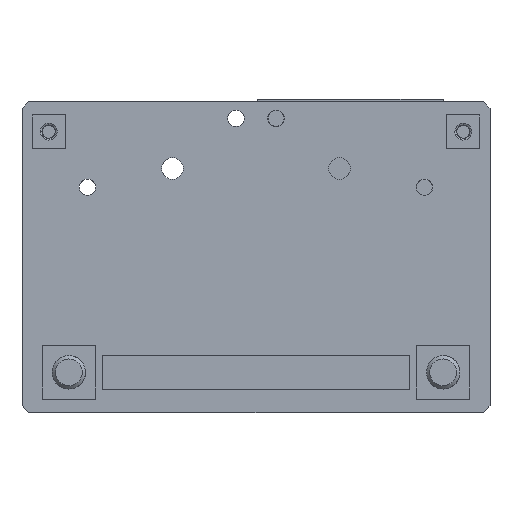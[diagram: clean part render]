
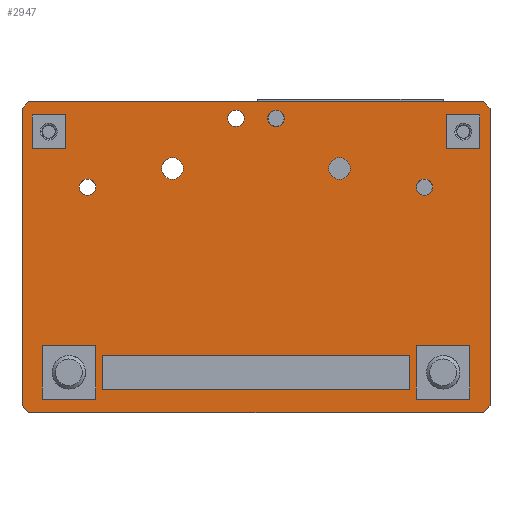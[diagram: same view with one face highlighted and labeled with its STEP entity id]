
A CAD part, top view. The second image highlights one B-rep face of the part: STEP entity #2947.
In plain terms, the highlighted planar face has unit normal (0, 0, 1).
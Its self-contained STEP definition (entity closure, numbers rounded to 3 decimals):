
#164=LINE('',#4453,#356);
#168=LINE('',#4462,#360);
#176=LINE('',#4500,#368);
#179=LINE('',#4506,#371);
#182=LINE('',#4511,#374);
#186=LINE('',#4520,#378);
#190=LINE('',#4527,#382);
#194=LINE('',#4534,#386);
#195=LINE('',#4536,#387);
#196=LINE('',#4552,#388);
#197=LINE('',#4554,#389);
#198=LINE('',#4555,#390);
#356=VECTOR('',#3618,1.414);
#360=VECTOR('',#3624,1.414);
#368=VECTOR('',#3662,44.5);
#371=VECTOR('',#3667,1.414);
#374=VECTOR('',#3672,68.);
#378=VECTOR('',#3678,1.414);
#382=VECTOR('',#3684,68.);
#386=VECTOR('',#3690,46.);
#387=VECTOR('',#3693,44.5);
#388=VECTOR('',#3708,5.2);
#389=VECTOR('',#3709,5.2);
#390=VECTOR('',#3710,46.);
#541=PLANE('',#3185);
#648=FACE_BOUND('',#1013,.T.);
#649=FACE_BOUND('',#1014,.T.);
#650=FACE_BOUND('',#1015,.T.);
#651=FACE_BOUND('',#1016,.T.);
#652=FACE_BOUND('',#1017,.T.);
#653=FACE_BOUND('',#1018,.T.);
#654=FACE_BOUND('',#1019,.T.);
#655=FACE_BOUND('',#1020,.T.);
#656=FACE_BOUND('',#1021,.T.);
#657=FACE_BOUND('',#1022,.T.);
#658=FACE_BOUND('',#1023,.T.);
#791=FACE_OUTER_BOUND('',#1012,.T.);
#1012=EDGE_LOOP('',(#2195,#2196,#2197,#2198,#2199,#2200,#2201,#2202));
#1013=EDGE_LOOP('',(#2203));
#1014=EDGE_LOOP('',(#2204));
#1015=EDGE_LOOP('',(#2205));
#1016=EDGE_LOOP('',(#2206));
#1017=EDGE_LOOP('',(#2207));
#1018=EDGE_LOOP('',(#2208));
#1019=EDGE_LOOP('',(#2209));
#1020=EDGE_LOOP('',(#2210,#2211,#2212,#2213));
#1021=EDGE_LOOP('',(#2214));
#1022=EDGE_LOOP('',(#2215));
#1023=EDGE_LOOP('',(#2216));
#1253=CIRCLE('',#3148,1.45);
#1258=CIRCLE('',#3156,1.45);
#1263=CIRCLE('',#3166,2.75);
#1271=CIRCLE('',#3186,1.23);
#1272=CIRCLE('',#3187,1.23);
#1273=CIRCLE('',#3188,1.23);
#1274=CIRCLE('',#3189,1.23);
#1275=CIRCLE('',#3190,1.621);
#1276=CIRCLE('',#3191,1.621);
#1277=CIRCLE('',#3192,2.75);
#1420=VERTEX_POINT('',#4425);
#1425=VERTEX_POINT('',#4438);
#1430=VERTEX_POINT('',#4451);
#1431=VERTEX_POINT('',#4452);
#1434=VERTEX_POINT('',#4460);
#1435=VERTEX_POINT('',#4461);
#1438=VERTEX_POINT('',#4469);
#1450=VERTEX_POINT('',#4499);
#1452=VERTEX_POINT('',#4505);
#1456=VERTEX_POINT('',#4518);
#1457=VERTEX_POINT('',#4519);
#1460=VERTEX_POINT('',#4530);
#1461=VERTEX_POINT('',#4532);
#1462=VERTEX_POINT('',#4537);
#1463=VERTEX_POINT('',#4539);
#1464=VERTEX_POINT('',#4541);
#1465=VERTEX_POINT('',#4543);
#1466=VERTEX_POINT('',#4545);
#1467=VERTEX_POINT('',#4547);
#1468=VERTEX_POINT('',#4549);
#1469=VERTEX_POINT('',#4551);
#1470=VERTEX_POINT('',#4553);
#1709=EDGE_CURVE('',#1420,#1420,#1253,.T.);
#1714=EDGE_CURVE('',#1425,#1425,#1258,.T.);
#1719=EDGE_CURVE('',#1430,#1431,#164,.T.);
#1723=EDGE_CURVE('',#1434,#1435,#168,.T.);
#1727=EDGE_CURVE('',#1438,#1438,#1263,.T.);
#1739=EDGE_CURVE('',#1450,#1430,#176,.T.);
#1742=EDGE_CURVE('',#1452,#1450,#179,.T.);
#1745=EDGE_CURVE('',#1435,#1452,#182,.T.);
#1749=EDGE_CURVE('',#1456,#1457,#186,.T.);
#1753=EDGE_CURVE('',#1431,#1456,#190,.T.);
#1757=EDGE_CURVE('',#1461,#1460,#194,.T.);
#1758=EDGE_CURVE('',#1457,#1434,#195,.T.);
#1759=EDGE_CURVE('',#1462,#1462,#1271,.T.);
#1760=EDGE_CURVE('',#1463,#1463,#1272,.T.);
#1761=EDGE_CURVE('',#1464,#1464,#1273,.T.);
#1762=EDGE_CURVE('',#1465,#1465,#1274,.T.);
#1763=EDGE_CURVE('',#1466,#1466,#1275,.T.);
#1764=EDGE_CURVE('',#1467,#1467,#1276,.T.);
#1765=EDGE_CURVE('',#1468,#1468,#1277,.T.);
#1766=EDGE_CURVE('',#1460,#1469,#196,.T.);
#1767=EDGE_CURVE('',#1461,#1470,#197,.T.);
#1768=EDGE_CURVE('',#1470,#1469,#198,.T.);
#2195=ORIENTED_EDGE('',*,*,#1758,.F.);
#2196=ORIENTED_EDGE('',*,*,#1749,.F.);
#2197=ORIENTED_EDGE('',*,*,#1753,.F.);
#2198=ORIENTED_EDGE('',*,*,#1719,.F.);
#2199=ORIENTED_EDGE('',*,*,#1739,.F.);
#2200=ORIENTED_EDGE('',*,*,#1742,.F.);
#2201=ORIENTED_EDGE('',*,*,#1745,.F.);
#2202=ORIENTED_EDGE('',*,*,#1723,.F.);
#2203=ORIENTED_EDGE('',*,*,#1759,.T.);
#2204=ORIENTED_EDGE('',*,*,#1760,.T.);
#2205=ORIENTED_EDGE('',*,*,#1761,.T.);
#2206=ORIENTED_EDGE('',*,*,#1762,.T.);
#2207=ORIENTED_EDGE('',*,*,#1763,.T.);
#2208=ORIENTED_EDGE('',*,*,#1764,.T.);
#2209=ORIENTED_EDGE('',*,*,#1765,.F.);
#2210=ORIENTED_EDGE('',*,*,#1766,.F.);
#2211=ORIENTED_EDGE('',*,*,#1757,.F.);
#2212=ORIENTED_EDGE('',*,*,#1767,.T.);
#2213=ORIENTED_EDGE('',*,*,#1768,.T.);
#2214=ORIENTED_EDGE('',*,*,#1709,.F.);
#2215=ORIENTED_EDGE('',*,*,#1714,.F.);
#2216=ORIENTED_EDGE('',*,*,#1727,.F.);
#2947=ADVANCED_FACE('',(#791,#648,#649,#650,#651,#652,#653,#654,#655,#656,
#657,#658),#541,.F.);
#3148=AXIS2_PLACEMENT_3D('',#4426,#3586,#3587);
#3156=AXIS2_PLACEMENT_3D('',#4439,#3602,#3603);
#3166=AXIS2_PLACEMENT_3D('',#4470,#3630,#3631);
#3185=AXIS2_PLACEMENT_3D('',#4535,#3691,#3692);
#3186=AXIS2_PLACEMENT_3D('',#4538,#3694,#3695);
#3187=AXIS2_PLACEMENT_3D('',#4540,#3696,#3697);
#3188=AXIS2_PLACEMENT_3D('',#4542,#3698,#3699);
#3189=AXIS2_PLACEMENT_3D('',#4544,#3700,#3701);
#3190=AXIS2_PLACEMENT_3D('',#4546,#3702,#3703);
#3191=AXIS2_PLACEMENT_3D('',#4548,#3704,#3705);
#3192=AXIS2_PLACEMENT_3D('',#4550,#3706,#3707);
#3586=DIRECTION('center_axis',(0.,0.,1.));
#3587=DIRECTION('ref_axis',(-1.,0.,0.));
#3602=DIRECTION('center_axis',(0.,0.,1.));
#3603=DIRECTION('ref_axis',(-1.,0.,0.));
#3618=DIRECTION('',(-0.707,-0.707,0.));
#3624=DIRECTION('',(0.707,0.707,0.));
#3630=DIRECTION('center_axis',(0.,0.,1.));
#3631=DIRECTION('ref_axis',(-1.,0.,0.));
#3662=DIRECTION('',(0.,-1.,0.));
#3667=DIRECTION('',(0.707,-0.707,0.));
#3672=DIRECTION('',(1.,0.,0.));
#3678=DIRECTION('',(-0.707,0.707,0.));
#3684=DIRECTION('',(-1.,0.,0.));
#3690=DIRECTION('',(-1.,0.,0.));
#3691=DIRECTION('center_axis',(0.,0.,-1.));
#3692=DIRECTION('ref_axis',(-1.,0.,0.));
#3693=DIRECTION('',(0.,1.,0.));
#3694=DIRECTION('center_axis',(0.,0.,-1.));
#3695=DIRECTION('ref_axis',(-1.,0.,0.));
#3696=DIRECTION('center_axis',(0.,0.,-1.));
#3697=DIRECTION('ref_axis',(-1.,0.,0.));
#3698=DIRECTION('center_axis',(0.,0.,-1.));
#3699=DIRECTION('ref_axis',(-1.,0.,0.));
#3700=DIRECTION('center_axis',(0.,0.,-1.));
#3701=DIRECTION('ref_axis',(-1.,0.,0.));
#3702=DIRECTION('center_axis',(0.,0.,-1.));
#3703=DIRECTION('ref_axis',(-1.,0.,0.));
#3704=DIRECTION('center_axis',(0.,0.,-1.));
#3705=DIRECTION('ref_axis',(-1.,0.,0.));
#3706=DIRECTION('center_axis',(0.,0.,1.));
#3707=DIRECTION('ref_axis',(-1.,0.,0.));
#3708=DIRECTION('',(0.,-1.,0.));
#3709=DIRECTION('',(0.,-1.,0.));
#3710=DIRECTION('',(-1.,0.,0.));
#4425=CARTESIAN_POINT('',(222.637,27.591,7.));
#4426=CARTESIAN_POINT('Origin',(221.187,27.591,7.));
#4438=CARTESIAN_POINT('',(160.637,27.591,7.));
#4439=CARTESIAN_POINT('Origin',(159.187,27.591,7.));
#4451=CARTESIAN_POINT('',(225.187,-13.409,7.));
#4452=CARTESIAN_POINT('',(224.187,-14.409,7.));
#4453=CARTESIAN_POINT('',(221.629,-16.967,7.));
#4460=CARTESIAN_POINT('',(155.187,31.091,7.));
#4461=CARTESIAN_POINT('',(156.187,32.091,7.));
#4462=CARTESIAN_POINT('',(163.712,39.616,7.));
#4469=CARTESIAN_POINT('',(217.291,-5.809,7.));
#4470=CARTESIAN_POINT('Origin',(218.187,-8.409,7.));
#4499=CARTESIAN_POINT('',(225.187,31.091,7.));
#4500=CARTESIAN_POINT('',(225.187,2.725,7.));
#4505=CARTESIAN_POINT('',(224.187,32.091,7.));
#4506=CARTESIAN_POINT('',(234.162,22.116,7.));
#4511=CARTESIAN_POINT('',(190.187,32.091,7.));
#4518=CARTESIAN_POINT('',(156.187,-14.409,7.));
#4519=CARTESIAN_POINT('',(155.187,-13.409,7.));
#4520=CARTESIAN_POINT('',(176.245,-34.467,7.));
#4527=CARTESIAN_POINT('',(225.187,-14.409,7.));
#4530=CARTESIAN_POINT('',(167.187,-5.809,7.));
#4532=CARTESIAN_POINT('',(213.187,-5.809,7.));
#4534=CARTESIAN_POINT('',(225.187,-5.809,7.));
#4535=CARTESIAN_POINT('Origin',(225.187,-26.642,7.));
#4536=CARTESIAN_POINT('',(155.187,-10.109,7.));
#4537=CARTESIAN_POINT('',(188.416,29.591,7.));
#4538=CARTESIAN_POINT('Origin',(187.187,29.591,7.));
#4539=CARTESIAN_POINT('',(194.416,29.591,7.));
#4540=CARTESIAN_POINT('Origin',(193.187,29.591,7.));
#4541=CARTESIAN_POINT('',(216.616,19.291,7.));
#4542=CARTESIAN_POINT('Origin',(215.387,19.291,7.));
#4543=CARTESIAN_POINT('',(166.216,19.291,7.));
#4544=CARTESIAN_POINT('Origin',(164.987,19.291,7.));
#4545=CARTESIAN_POINT('',(179.308,22.091,7.));
#4546=CARTESIAN_POINT('Origin',(177.687,22.091,7.));
#4547=CARTESIAN_POINT('',(204.308,22.091,7.));
#4548=CARTESIAN_POINT('Origin',(202.687,22.091,7.));
#4549=CARTESIAN_POINT('',(163.083,-11.009,7.));
#4550=CARTESIAN_POINT('Origin',(162.187,-8.409,7.));
#4551=CARTESIAN_POINT('',(167.187,-11.009,7.));
#4552=CARTESIAN_POINT('',(167.187,7.68,7.));
#4553=CARTESIAN_POINT('',(213.187,-11.009,7.));
#4554=CARTESIAN_POINT('',(213.187,0.348,7.));
#4555=CARTESIAN_POINT('',(225.187,-11.009,7.));
